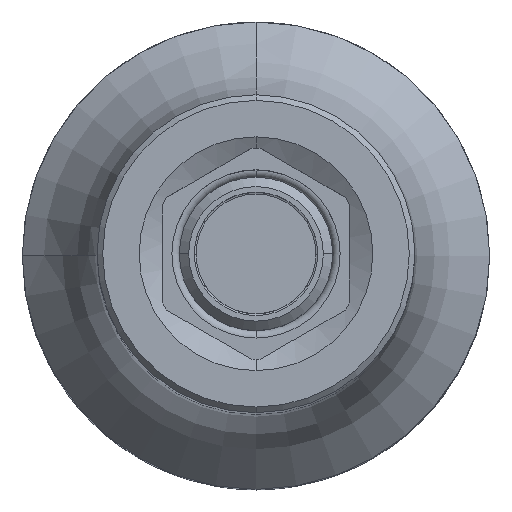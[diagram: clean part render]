
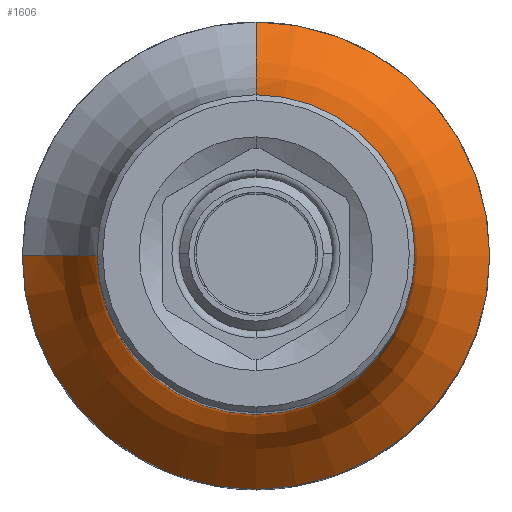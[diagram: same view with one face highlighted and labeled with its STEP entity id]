
A CAD part, top view. The second image highlights one B-rep face of the part: STEP entity #1606.
In plain terms, the highlighted toroidal (fillet/blend) face has major radius 18.5 mm and minor radius 10 mm.
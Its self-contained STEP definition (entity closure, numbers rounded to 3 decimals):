
#380=CARTESIAN_POINT('',(0.,0.,27.));
#381=DIRECTION('',(0.,0.,1.));
#382=DIRECTION('',(-1.,0.,0.));
#383=AXIS2_PLACEMENT_3D('',#380,#381,#382);
#403=CARTESIAN_POINT('',(0.,0.,27.));
#404=DIRECTION('',(0.,0.,1.));
#405=DIRECTION('',(0.,-1.,0.));
#406=AXIS2_PLACEMENT_3D('',#403,#404,#405);
#408=CARTESIAN_POINT('',(0.,0.,19.));
#409=DIRECTION('',(0.,0.,-1.));
#410=DIRECTION('',(1.,0.,0.));
#411=AXIS2_PLACEMENT_3D('',#408,#409,#410);
#413=CARTESIAN_POINT('',(-18.5,0.,27.));
#414=DIRECTION('',(0.,-1.,0.));
#415=DIRECTION('',(0.6,0.,-0.8));
#416=AXIS2_PLACEMENT_3D('',#413,#414,#415);
#418=CARTESIAN_POINT('',(0.,18.5,27.));
#419=DIRECTION('',(-1.,0.,0.));
#420=DIRECTION('',(0.,-0.6,-0.8));
#421=AXIS2_PLACEMENT_3D('',#418,#419,#420);
#446=CARTESIAN_POINT('',(0.,0.,19.));
#447=DIRECTION('',(0.,0.,1.));
#448=DIRECTION('',(1.,0.,0.));
#449=AXIS2_PLACEMENT_3D('',#446,#447,#448);
#1074=CARTESIAN_POINT('',(12.5,0.,19.));
#1075=CARTESIAN_POINT('',(0.,12.5,19.));
#1076=VERTEX_POINT('',#1074);
#1077=VERTEX_POINT('',#1075);
#1078=CARTESIAN_POINT('',(-12.5,0.,19.));
#1079=VERTEX_POINT('',#1078);
#1080=CARTESIAN_POINT('',(0.,8.5,27.));
#1081=CARTESIAN_POINT('',(-8.5,0.,27.));
#1082=VERTEX_POINT('',#1080);
#1083=VERTEX_POINT('',#1081);
#1084=CARTESIAN_POINT('',(0.,-8.5,27.));
#1085=VERTEX_POINT('',#1084);
#1589=CARTESIAN_POINT('',(0.,0.,27.));
#1590=DIRECTION('',(0.,0.,1.));
#1591=DIRECTION('',(-0.016,-1.,0.));
#1592=AXIS2_PLACEMENT_3D('',#1589,#1590,#1591);
#1593=TOROIDAL_SURFACE('',#1592,18.5,10.);
#1594=ORIENTED_EDGE('',*,*,#1583,.T.);
#1596=ORIENTED_EDGE('',*,*,#1595,.F.);
#1598=ORIENTED_EDGE('',*,*,#1597,.F.);
#1600=ORIENTED_EDGE('',*,*,#1599,.T.);
#1602=ORIENTED_EDGE('',*,*,#1601,.T.);
#1603=ORIENTED_EDGE('',*,*,#1567,.T.);
#1604=EDGE_LOOP('',(#1594,#1596,#1598,#1600,#1602,#1603));
#1605=FACE_OUTER_BOUND('',#1604,.F.);
#1606=ADVANCED_FACE('',(#1605),#1593,.F.);
#384=CIRCLE('',#383,8.5);
#407=CIRCLE('',#406,8.5);
#412=CIRCLE('',#411,12.5);
#417=CIRCLE('',#416,10.);
#422=CIRCLE('',#421,10.);
#450=CIRCLE('',#449,12.5);
#1567=EDGE_CURVE('',#1083,#1085,#384,.T.);
#1583=EDGE_CURVE('',#1085,#1082,#407,.T.);
#1595=EDGE_CURVE('',#1077,#1082,#422,.T.);
#1597=EDGE_CURVE('',#1076,#1077,#450,.T.);
#1599=EDGE_CURVE('',#1076,#1079,#412,.T.);
#1601=EDGE_CURVE('',#1079,#1083,#417,.T.);
